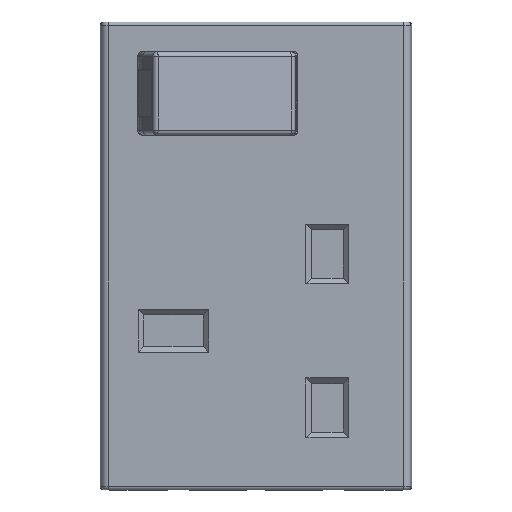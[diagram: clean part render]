
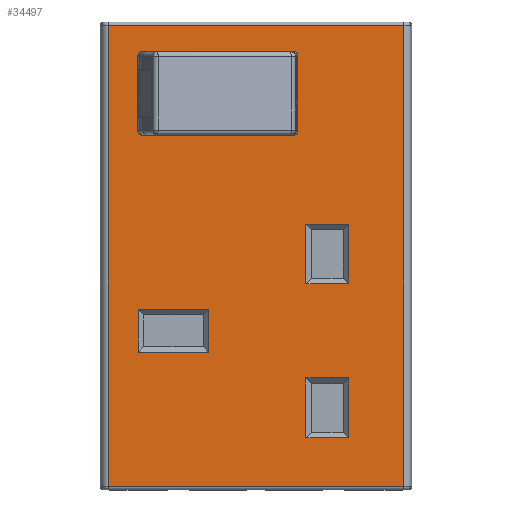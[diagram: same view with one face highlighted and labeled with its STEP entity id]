
A CAD part, top view. The second image highlights one B-rep face of the part: STEP entity #34497.
In plain terms, the highlighted planar face has unit normal (0, 0, 1).
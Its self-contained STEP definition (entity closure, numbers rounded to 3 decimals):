
#34252=AXIS2_PLACEMENT_3D('Circle Axis2P3D',#34250,#34251,$) ;
#34307=AXIS2_PLACEMENT_3D('Circle Axis2P3D',#34305,#34306,$) ;
#34355=AXIS2_PLACEMENT_3D('Circle Axis2P3D',#34353,#34354,$) ;
#34403=AXIS2_PLACEMENT_3D('Circle Axis2P3D',#34401,#34402,$) ;
#34433=AXIS2_PLACEMENT_3D('Plane Axis2P3D',#34430,#34431,#34432) ;
#33269=CARTESIAN_POINT('Vertex',(-6.8,-7.7,8.45)) ;
#33275=CARTESIAN_POINT('Vertex',(-6.8,-13.9,8.45)) ;
#33278=CARTESIAN_POINT('Line Origine',(-6.8,0.,8.45)) ;
#33295=CARTESIAN_POINT('Line Origine',(0.,-7.7,8.45)) ;
#33299=CARTESIAN_POINT('Vertex',(-17.,-7.7,8.45)) ;
#33321=CARTESIAN_POINT('Vertex',(-17.,-13.9,8.45)) ;
#33324=CARTESIAN_POINT('Line Origine',(-17.,0.,8.45)) ;
#33341=CARTESIAN_POINT('Line Origine',(0.,-13.9,8.45)) ;
#33361=CARTESIAN_POINT('Vertex',(7.2,-26.2,8.45)) ;
#33367=CARTESIAN_POINT('Vertex',(7.2,-17.6,8.45)) ;
#33370=CARTESIAN_POINT('Line Origine',(7.2,0.,8.45)) ;
#33387=CARTESIAN_POINT('Line Origine',(0.,-26.2,8.45)) ;
#33391=CARTESIAN_POINT('Vertex',(13.4,-26.2,8.45)) ;
#33413=CARTESIAN_POINT('Vertex',(13.4,-17.6,8.45)) ;
#33416=CARTESIAN_POINT('Line Origine',(13.4,0.,8.45)) ;
#33433=CARTESIAN_POINT('Line Origine',(0.,-17.6,8.45)) ;
#33453=CARTESIAN_POINT('Vertex',(13.4,4.6,8.45)) ;
#33459=CARTESIAN_POINT('Vertex',(13.4,-4.,8.45)) ;
#33462=CARTESIAN_POINT('Line Origine',(13.4,0.,8.45)) ;
#33479=CARTESIAN_POINT('Line Origine',(0.,4.6,8.45)) ;
#33483=CARTESIAN_POINT('Vertex',(7.2,4.6,8.45)) ;
#33505=CARTESIAN_POINT('Vertex',(7.2,-4.,8.45)) ;
#33508=CARTESIAN_POINT('Line Origine',(7.2,0.,8.45)) ;
#33525=CARTESIAN_POINT('Line Origine',(0.,-4.,8.45)) ;
#34247=CARTESIAN_POINT('Vertex',(-16.3,29.55,8.45)) ;
#34250=CARTESIAN_POINT('Axis2P3D Location',(-16.3,28.8,8.45)) ;
#34254=CARTESIAN_POINT('Vertex',(-17.05,28.8,8.45)) ;
#34278=CARTESIAN_POINT('Vertex',(5.3,29.55,8.45)) ;
#34281=CARTESIAN_POINT('Line Origine',(-5.5,29.55,8.45)) ;
#34302=CARTESIAN_POINT('Vertex',(6.05,28.8,8.45)) ;
#34305=CARTESIAN_POINT('Axis2P3D Location',(5.3,28.8,8.45)) ;
#34326=CARTESIAN_POINT('Vertex',(6.05,18.1,8.45)) ;
#34329=CARTESIAN_POINT('Line Origine',(6.05,23.45,8.45)) ;
#34350=CARTESIAN_POINT('Vertex',(5.3,17.35,8.45)) ;
#34353=CARTESIAN_POINT('Axis2P3D Location',(5.3,18.1,8.45)) ;
#34370=CARTESIAN_POINT('Line Origine',(-5.5,17.35,8.45)) ;
#34374=CARTESIAN_POINT('Vertex',(-16.3,17.35,8.45)) ;
#34398=CARTESIAN_POINT('Vertex',(-17.05,18.1,8.45)) ;
#34401=CARTESIAN_POINT('Axis2P3D Location',(-16.3,18.1,8.45)) ;
#34418=CARTESIAN_POINT('Line Origine',(-17.05,23.45,8.45)) ;
#34430=CARTESIAN_POINT('Axis2P3D Location',(0.,0.,8.45)) ;
#34435=CARTESIAN_POINT('Line Origine',(-21.327,0.,8.45)) ;
#34439=CARTESIAN_POINT('Vertex',(-21.327,-33.25,8.45)) ;
#34441=CARTESIAN_POINT('Vertex',(-21.327,33.25,8.45)) ;
#34444=CARTESIAN_POINT('Line Origine',(0.,-33.25,8.45)) ;
#34448=CARTESIAN_POINT('Vertex',(21.327,-33.25,8.45)) ;
#34451=CARTESIAN_POINT('Line Origine',(21.327,0.,8.45)) ;
#34455=CARTESIAN_POINT('Vertex',(21.327,33.25,8.45)) ;
#34458=CARTESIAN_POINT('Line Origine',(0.,33.25,8.45)) ;
#33279=DIRECTION('Vector Direction',(0.,1.,0.)) ;
#33296=DIRECTION('Vector Direction',(1.,0.,0.)) ;
#33325=DIRECTION('Vector Direction',(0.,-1.,0.)) ;
#33342=DIRECTION('Vector Direction',(-1.,0.,0.)) ;
#33371=DIRECTION('Vector Direction',(0.,-1.,0.)) ;
#33388=DIRECTION('Vector Direction',(-1.,0.,0.)) ;
#33417=DIRECTION('Vector Direction',(0.,1.,0.)) ;
#33434=DIRECTION('Vector Direction',(1.,0.,0.)) ;
#33463=DIRECTION('Vector Direction',(0.,1.,0.)) ;
#33480=DIRECTION('Vector Direction',(1.,0.,0.)) ;
#33509=DIRECTION('Vector Direction',(0.,-1.,0.)) ;
#33526=DIRECTION('Vector Direction',(-1.,0.,0.)) ;
#34251=DIRECTION('Axis2P3D Direction',(0.,-0.,1.)) ;
#34282=DIRECTION('Vector Direction',(1.,0.,0.)) ;
#34306=DIRECTION('Axis2P3D Direction',(0.,0.,1.)) ;
#34330=DIRECTION('Vector Direction',(0.,1.,0.)) ;
#34354=DIRECTION('Axis2P3D Direction',(-0.,0.,1.)) ;
#34371=DIRECTION('Vector Direction',(-1.,0.,0.)) ;
#34402=DIRECTION('Axis2P3D Direction',(0.,0.,1.)) ;
#34419=DIRECTION('Vector Direction',(0.,-1.,0.)) ;
#34431=DIRECTION('Axis2P3D Direction',(0.,0.,1.)) ;
#34432=DIRECTION('Axis2P3D XDirection',(1.,0.,0.)) ;
#34436=DIRECTION('Vector Direction',(0.,1.,0.)) ;
#34445=DIRECTION('Vector Direction',(1.,0.,0.)) ;
#34452=DIRECTION('Vector Direction',(0.,1.,0.)) ;
#34459=DIRECTION('Vector Direction',(1.,0.,0.)) ;
#33280=VECTOR('Line Direction',#33279,1.) ;
#33297=VECTOR('Line Direction',#33296,1.) ;
#33326=VECTOR('Line Direction',#33325,1.) ;
#33343=VECTOR('Line Direction',#33342,1.) ;
#33372=VECTOR('Line Direction',#33371,1.) ;
#33389=VECTOR('Line Direction',#33388,1.) ;
#33418=VECTOR('Line Direction',#33417,1.) ;
#33435=VECTOR('Line Direction',#33434,1.) ;
#33464=VECTOR('Line Direction',#33463,1.) ;
#33481=VECTOR('Line Direction',#33480,1.) ;
#33510=VECTOR('Line Direction',#33509,1.) ;
#33527=VECTOR('Line Direction',#33526,1.) ;
#34283=VECTOR('Line Direction',#34282,1.) ;
#34331=VECTOR('Line Direction',#34330,1.) ;
#34372=VECTOR('Line Direction',#34371,1.) ;
#34420=VECTOR('Line Direction',#34419,1.) ;
#34437=VECTOR('Line Direction',#34436,1.) ;
#34446=VECTOR('Line Direction',#34445,1.) ;
#34453=VECTOR('Line Direction',#34452,1.) ;
#34460=VECTOR('Line Direction',#34459,1.) ;
#34464=ORIENTED_EDGE('',*,*,#34443,.F.) ;
#34465=ORIENTED_EDGE('',*,*,#34450,.F.) ;
#34466=ORIENTED_EDGE('',*,*,#34457,.T.) ;
#34467=ORIENTED_EDGE('',*,*,#34462,.T.) ;
#34470=ORIENTED_EDGE('',*,*,#34256,.T.) ;
#34471=ORIENTED_EDGE('',*,*,#34285,.F.) ;
#34472=ORIENTED_EDGE('',*,*,#34309,.T.) ;
#34473=ORIENTED_EDGE('',*,*,#34333,.F.) ;
#34474=ORIENTED_EDGE('',*,*,#34357,.T.) ;
#34475=ORIENTED_EDGE('',*,*,#34376,.F.) ;
#34476=ORIENTED_EDGE('',*,*,#34405,.T.) ;
#34477=ORIENTED_EDGE('',*,*,#34422,.F.) ;
#34480=ORIENTED_EDGE('',*,*,#33328,.F.) ;
#34481=ORIENTED_EDGE('',*,*,#33301,.F.) ;
#34482=ORIENTED_EDGE('',*,*,#33282,.F.) ;
#34483=ORIENTED_EDGE('',*,*,#33345,.F.) ;
#34486=ORIENTED_EDGE('',*,*,#33420,.F.) ;
#34487=ORIENTED_EDGE('',*,*,#33393,.F.) ;
#34488=ORIENTED_EDGE('',*,*,#33374,.F.) ;
#34489=ORIENTED_EDGE('',*,*,#33437,.F.) ;
#34492=ORIENTED_EDGE('',*,*,#33485,.F.) ;
#34493=ORIENTED_EDGE('',*,*,#33466,.F.) ;
#34494=ORIENTED_EDGE('',*,*,#33529,.F.) ;
#34495=ORIENTED_EDGE('',*,*,#33512,.F.) ;
#34478=FACE_BOUND('',#34469,.T.) ;
#34484=FACE_BOUND('',#34479,.T.) ;
#34490=FACE_BOUND('',#34485,.T.) ;
#34496=FACE_BOUND('',#34491,.T.) ;
#34497=ADVANCED_FACE('hhh',(#34468,#34478,#34484,#34490,#34496),#34434,.T.) ;
#34253=CIRCLE('generated circle',#34252,0.75) ;
#34308=CIRCLE('generated circle',#34307,0.75) ;
#34356=CIRCLE('generated circle',#34355,0.75) ;
#34404=CIRCLE('generated circle',#34403,0.75) ;
#33282=EDGE_CURVE('',#33276,#33270,#33281,.T.) ;
#33301=EDGE_CURVE('',#33270,#33300,#33298,.F.) ;
#33328=EDGE_CURVE('',#33300,#33322,#33327,.T.) ;
#33345=EDGE_CURVE('',#33322,#33276,#33344,.F.) ;
#33374=EDGE_CURVE('',#33368,#33362,#33373,.T.) ;
#33393=EDGE_CURVE('',#33362,#33392,#33390,.F.) ;
#33420=EDGE_CURVE('',#33392,#33414,#33419,.T.) ;
#33437=EDGE_CURVE('',#33414,#33368,#33436,.F.) ;
#33466=EDGE_CURVE('',#33460,#33454,#33465,.T.) ;
#33485=EDGE_CURVE('',#33454,#33484,#33482,.F.) ;
#33512=EDGE_CURVE('',#33484,#33506,#33511,.T.) ;
#33529=EDGE_CURVE('',#33506,#33460,#33528,.F.) ;
#34256=EDGE_CURVE('',#34255,#34248,#34253,.F.) ;
#34285=EDGE_CURVE('',#34279,#34248,#34284,.F.) ;
#34309=EDGE_CURVE('',#34279,#34303,#34308,.F.) ;
#34333=EDGE_CURVE('',#34327,#34303,#34332,.T.) ;
#34357=EDGE_CURVE('',#34327,#34351,#34356,.F.) ;
#34376=EDGE_CURVE('',#34375,#34351,#34373,.F.) ;
#34405=EDGE_CURVE('',#34375,#34399,#34404,.F.) ;
#34422=EDGE_CURVE('',#34255,#34399,#34421,.T.) ;
#34443=EDGE_CURVE('',#34440,#34442,#34438,.T.) ;
#34450=EDGE_CURVE('',#34449,#34440,#34447,.F.) ;
#34457=EDGE_CURVE('',#34449,#34456,#34454,.T.) ;
#34462=EDGE_CURVE('',#34456,#34442,#34461,.F.) ;
#34463=EDGE_LOOP('',(#34464,#34465,#34466,#34467)) ;
#34469=EDGE_LOOP('',(#34470,#34471,#34472,#34473,#34474,#34475,#34476,#34477)) ;
#34479=EDGE_LOOP('',(#34480,#34481,#34482,#34483)) ;
#34485=EDGE_LOOP('',(#34486,#34487,#34488,#34489)) ;
#34491=EDGE_LOOP('',(#34492,#34493,#34494,#34495)) ;
#34468=FACE_OUTER_BOUND('',#34463,.T.) ;
#33281=LINE('Line',#33278,#33280) ;
#33298=LINE('Line',#33295,#33297) ;
#33327=LINE('Line',#33324,#33326) ;
#33344=LINE('Line',#33341,#33343) ;
#33373=LINE('Line',#33370,#33372) ;
#33390=LINE('Line',#33387,#33389) ;
#33419=LINE('Line',#33416,#33418) ;
#33436=LINE('Line',#33433,#33435) ;
#33465=LINE('Line',#33462,#33464) ;
#33482=LINE('Line',#33479,#33481) ;
#33511=LINE('Line',#33508,#33510) ;
#33528=LINE('Line',#33525,#33527) ;
#34284=LINE('Line',#34281,#34283) ;
#34332=LINE('Line',#34329,#34331) ;
#34373=LINE('Line',#34370,#34372) ;
#34421=LINE('Line',#34418,#34420) ;
#34438=LINE('Line',#34435,#34437) ;
#34447=LINE('Line',#34444,#34446) ;
#34454=LINE('Line',#34451,#34453) ;
#34461=LINE('Line',#34458,#34460) ;
#34434=PLANE('',#34433) ;
#33270=VERTEX_POINT('',#33269) ;
#33276=VERTEX_POINT('',#33275) ;
#33300=VERTEX_POINT('',#33299) ;
#33322=VERTEX_POINT('',#33321) ;
#33362=VERTEX_POINT('',#33361) ;
#33368=VERTEX_POINT('',#33367) ;
#33392=VERTEX_POINT('',#33391) ;
#33414=VERTEX_POINT('',#33413) ;
#33454=VERTEX_POINT('',#33453) ;
#33460=VERTEX_POINT('',#33459) ;
#33484=VERTEX_POINT('',#33483) ;
#33506=VERTEX_POINT('',#33505) ;
#34248=VERTEX_POINT('',#34247) ;
#34255=VERTEX_POINT('',#34254) ;
#34279=VERTEX_POINT('',#34278) ;
#34303=VERTEX_POINT('',#34302) ;
#34327=VERTEX_POINT('',#34326) ;
#34351=VERTEX_POINT('',#34350) ;
#34375=VERTEX_POINT('',#34374) ;
#34399=VERTEX_POINT('',#34398) ;
#34440=VERTEX_POINT('',#34439) ;
#34442=VERTEX_POINT('',#34441) ;
#34449=VERTEX_POINT('',#34448) ;
#34456=VERTEX_POINT('',#34455) ;
